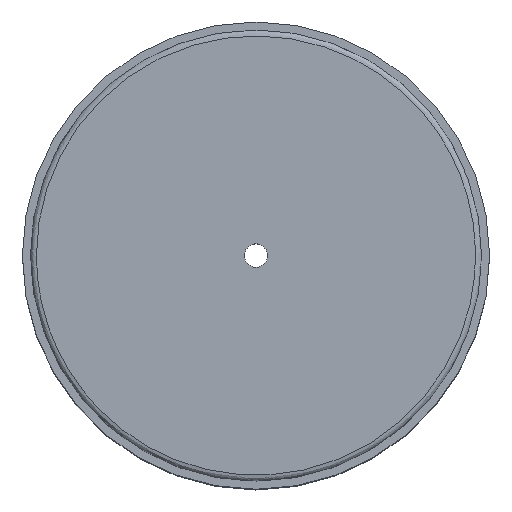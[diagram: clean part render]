
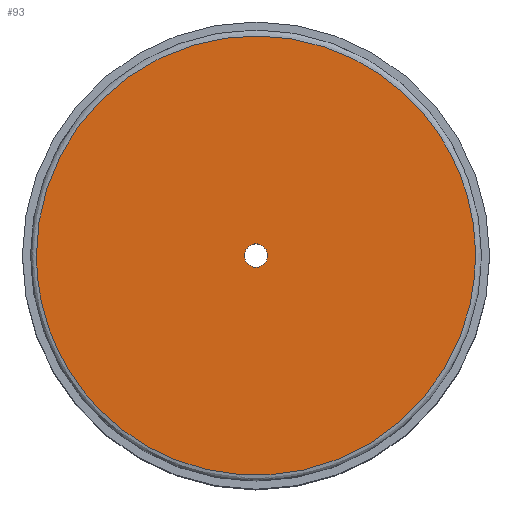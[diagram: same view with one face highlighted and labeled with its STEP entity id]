
A CAD part, top view. The second image highlights one B-rep face of the part: STEP entity #93.
In plain terms, the highlighted planar face has unit normal (0, 0, 1).
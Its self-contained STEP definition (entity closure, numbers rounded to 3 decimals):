
#21 = AXIS2_PLACEMENT_3D ( 'NONE', #489, #106, #269 ) ;
#66 =( BOUNDED_CURVE ( )  B_SPLINE_CURVE ( 3, ( #487, #322, #440, #324, #719, #548, #374 ),
 .UNSPECIFIED., .T., .T. ) 
 B_SPLINE_CURVE_WITH_KNOTS ( ( 4, 3, 4 ),
 ( 0., 0.5, 1. ),
 .UNSPECIFIED. ) 
 CURVE ( )  GEOMETRIC_REPRESENTATION_ITEM ( )  RATIONAL_B_SPLINE_CURVE ( ( 1., 0.333, 0.333, 1., 0.333, 0.333, 1. ) ) 
 REPRESENTATION_ITEM ( '' )  );
#72 = ORIENTED_EDGE ( 'NONE', *, *, #110, .F. ) ;
#93 = ADVANCED_FACE ( 'NONE', ( #736, #287 ), #315, .T. ) ;
#105 = DIRECTION ( 'NONE',  ( 0., 0., 1. ) ) ;
#106 = DIRECTION ( 'NONE',  ( 0., 0., -1. ) ) ;
#110 = EDGE_CURVE ( 'NONE', #624, #624, #66, .T. ) ;
#129 = EDGE_CURVE ( 'NONE', #267, #267, #451, .T. ) ;
#186 = ORIENTED_EDGE ( 'NONE', *, *, #129, .T. ) ;
#219 = EDGE_LOOP ( 'NONE', ( #186 ) ) ;
#242 = CARTESIAN_POINT ( 'NONE',  ( -1., 0., 18. ) ) ;
#267 = VERTEX_POINT ( 'NONE', #242 ) ;
#269 = DIRECTION ( 'NONE',  ( -1., 0., 0. ) ) ;
#287 = FACE_BOUND ( 'NONE', #219, .T. ) ;
#302 = CARTESIAN_POINT ( 'NONE',  ( 18.798, 0., 18. ) ) ;
#315 = PLANE ( 'NONE',  #586 ) ;
#322 = CARTESIAN_POINT ( 'NONE',  ( 18.798, -37.597, 18. ) ) ;
#324 = CARTESIAN_POINT ( 'NONE',  ( -18.798, 0., 18. ) ) ;
#374 = CARTESIAN_POINT ( 'NONE',  ( 18.798, 0., 18. ) ) ;
#435 = DIRECTION ( 'NONE',  ( 1., 0., 0. ) ) ;
#440 = CARTESIAN_POINT ( 'NONE',  ( -18.798, -37.597, 18. ) ) ;
#451 = CIRCLE ( 'NONE', #21, 1. ) ;
#487 = CARTESIAN_POINT ( 'NONE',  ( 18.798, 0., 18. ) ) ;
#489 = CARTESIAN_POINT ( 'NONE',  ( 0., 0., 18. ) ) ;
#548 = CARTESIAN_POINT ( 'NONE',  ( 18.798, 37.597, 18. ) ) ;
#586 = AXIS2_PLACEMENT_3D ( 'NONE', #598, #105, #435 ) ;
#598 = CARTESIAN_POINT ( 'NONE',  ( -19.298, 0., 18. ) ) ;
#624 = VERTEX_POINT ( 'NONE', #302 ) ;
#658 = EDGE_LOOP ( 'NONE', ( #72 ) ) ;
#719 = CARTESIAN_POINT ( 'NONE',  ( -18.798, 37.597, 18. ) ) ;
#736 = FACE_OUTER_BOUND ( 'NONE', #658, .T. ) ;
